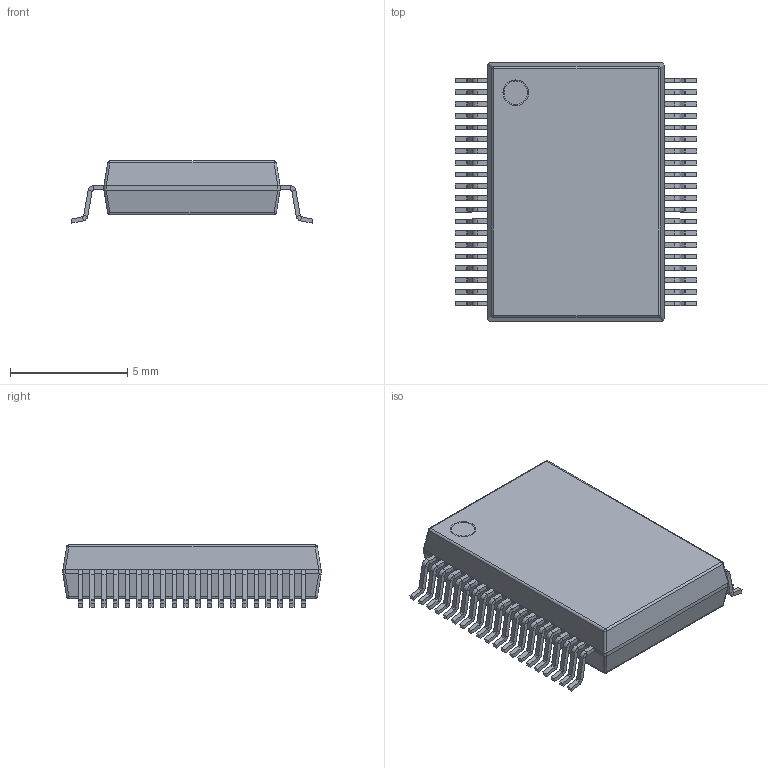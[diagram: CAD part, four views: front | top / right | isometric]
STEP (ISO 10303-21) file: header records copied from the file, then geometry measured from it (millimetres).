
FILE_DESCRIPTION (( 'STEP AP214' ), '1' );
FILE_NAME ('ssop40_0p5_7p6x11p1.STEP', '2024-05-29T08:57:39', ( '' ), ( '' ), 'SwSTEP 2.0', 'SolidWorks 2022', '' );
FILE_SCHEMA (( 'AUTOMOTIVE_DESIGN' ));
Length unit declared in the file: millimetre
Products named in the file (1): ssop40_0p5_7p6x11p1
Bounding box: 10.3 x 11 x 2.65 mm (x, y, z)
Volume: 186.5 mm3; surface area: 310.2 mm2
Topology: 41 solids, 41 shells, 925 faces, 1870 edges, 1020 vertices
Faces by surface type: plane 735, cylinder 180, sphere 8, torus 2
Entity records: 23427 total; most frequent: DIRECTION 4040, CARTESIAN_POINT 3884, ORIENTED_EDGE 3724, EDGE_CURVE 1862, LINE 1488, VECTOR 1488, AXIS2_PLACEMENT_3D 1276, VERTEX_POINT 1020
